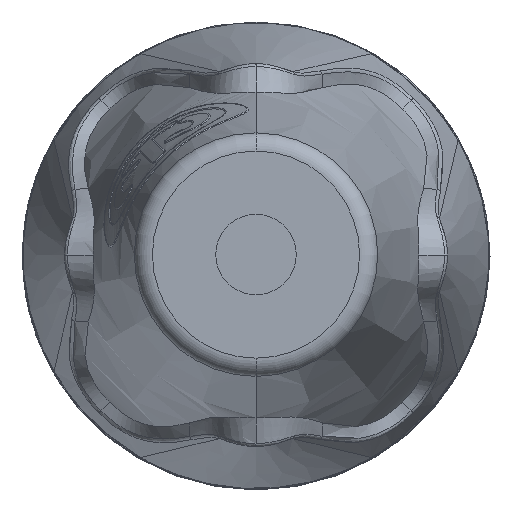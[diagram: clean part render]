
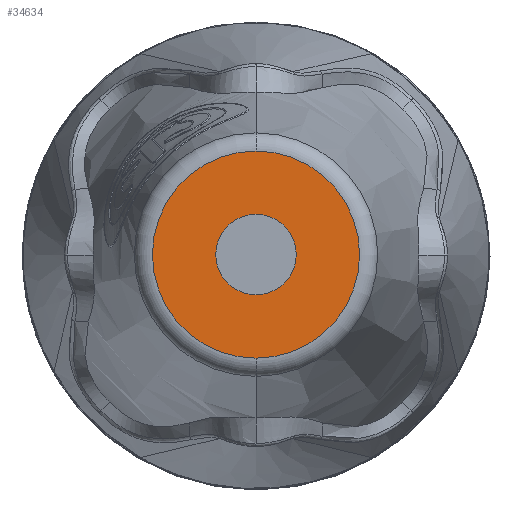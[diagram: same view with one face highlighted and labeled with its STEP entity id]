
A CAD part, top view. The second image highlights one B-rep face of the part: STEP entity #34634.
In plain terms, the highlighted planar face has unit normal (0, 0, 1).
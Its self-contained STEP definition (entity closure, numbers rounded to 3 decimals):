
#12488=CARTESIAN_POINT('',(0.,0.,55.14));
#12489=DIRECTION('',(0.,0.,-1.));
#12490=DIRECTION('',(0.,1.,0.));
#12491=AXIS2_PLACEMENT_3D('',#12488,#12489,#12490);
#12493=CARTESIAN_POINT('',(0.,0.,55.14));
#12494=DIRECTION('',(0.,0.,1.));
#12495=DIRECTION('',(0.,1.,0.));
#12496=AXIS2_PLACEMENT_3D('',#12493,#12494,#12495);
#12498=CARTESIAN_POINT('',(0.,0.,55.14));
#12499=DIRECTION('',(0.,0.,-1.));
#12500=DIRECTION('',(0.,1.,0.));
#12501=AXIS2_PLACEMENT_3D('',#12498,#12499,#12500);
#12503=CARTESIAN_POINT('',(0.,0.,55.14));
#12504=DIRECTION('',(0.,0.,1.));
#12505=DIRECTION('',(0.,1.,0.));
#12506=AXIS2_PLACEMENT_3D('',#12503,#12504,#12505);
#18728=CARTESIAN_POINT('',(0.,4.5,55.14));
#18730=VERTEX_POINT('',#18728);
#18732=CARTESIAN_POINT('',(0.,-4.5,55.14));
#18734=VERTEX_POINT('',#18732);
#18736=CARTESIAN_POINT('',(0.,1.75,55.14));
#18737=CARTESIAN_POINT('',(0.,-1.75,55.14));
#18738=VERTEX_POINT('',#18736);
#18739=VERTEX_POINT('',#18737);
#34619=CARTESIAN_POINT('',(0.,0.,55.14));
#34620=DIRECTION('',(0.,0.,1.));
#34621=DIRECTION('',(0.,-1.,0.));
#34622=AXIS2_PLACEMENT_3D('',#34619,#34620,#34621);
#34623=PLANE('',#34622);
#34624=ORIENTED_EDGE('',*,*,#34612,.F.);
#34625=ORIENTED_EDGE('',*,*,#34601,.T.);
#34626=EDGE_LOOP('',(#34624,#34625));
#34627=FACE_OUTER_BOUND('',#34626,.F.);
#34629=ORIENTED_EDGE('',*,*,#34628,.F.);
#34631=ORIENTED_EDGE('',*,*,#34630,.T.);
#34632=EDGE_LOOP('',(#34629,#34631));
#34633=FACE_BOUND('',#34632,.F.);
#12492=CIRCLE('',#12491,4.5);
#12497=CIRCLE('',#12496,4.5);
#12502=CIRCLE('',#12501,1.75);
#12507=CIRCLE('',#12506,1.75);
#34601=EDGE_CURVE('',#18730,#18734,#12492,.T.);
#34612=EDGE_CURVE('',#18730,#18734,#12497,.T.);
#34628=EDGE_CURVE('',#18738,#18739,#12502,.T.);
#34630=EDGE_CURVE('',#18738,#18739,#12507,.T.);
#34634=ADVANCED_FACE('',(#34627,#34633),#34623,.T.);
